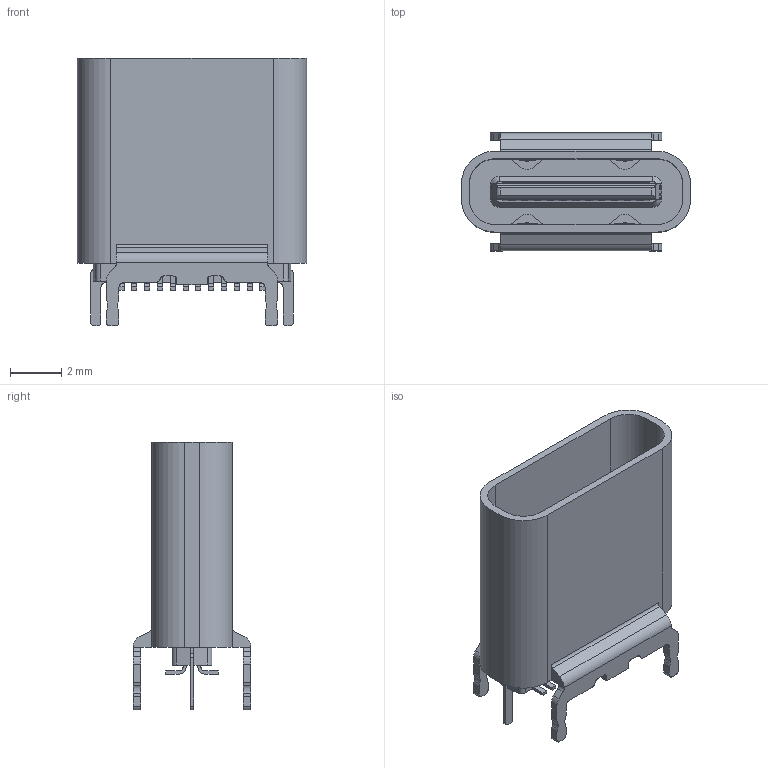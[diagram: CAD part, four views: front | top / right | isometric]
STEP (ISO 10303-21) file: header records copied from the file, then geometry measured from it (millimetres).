
FILE_DESCRIPTION(/* description */ (''),/* implementation_level */ '2;1');
FILE_NAME(/* name */ '2047110001.stp',/* time_stamp */ '2024-08-21T01:26:41+03:00',/* author */ ('mesla'),/* organization */ (''),/* preprocessor_version */ 'ST-DEVELOPER v18',/* originating_system */ 'Autodesk Inventor 2020',/* authorisation */ '');
FILE_SCHEMA (('AUTOMOTIVE_DESIGN { 1 0 10303 214 3 1 1 }'));
Length unit declared in the file: millimetre
Products named in the file (1): 2047110001
Bounding box: 8.94 x 4.6 x 10.45 mm (x, y, z)
Volume: 125.2 mm3; surface area: 501.3 mm2
Topology: 1 solids, 2 shells, 690 faces, 1906 edges, 1234 vertices
Faces by surface type: plane 408, cylinder 245, bspline 16, sphere 16, cone 5
Entity records: 22991 total; most frequent: CARTESIAN_POINT 4666, ORIENTED_EDGE 3780, DIRECTION 3723, EDGE_CURVE 1890, LINE 1365, VECTOR 1365, VERTEX_POINT 1234, AXIS2_PLACEMENT_3D 1179
